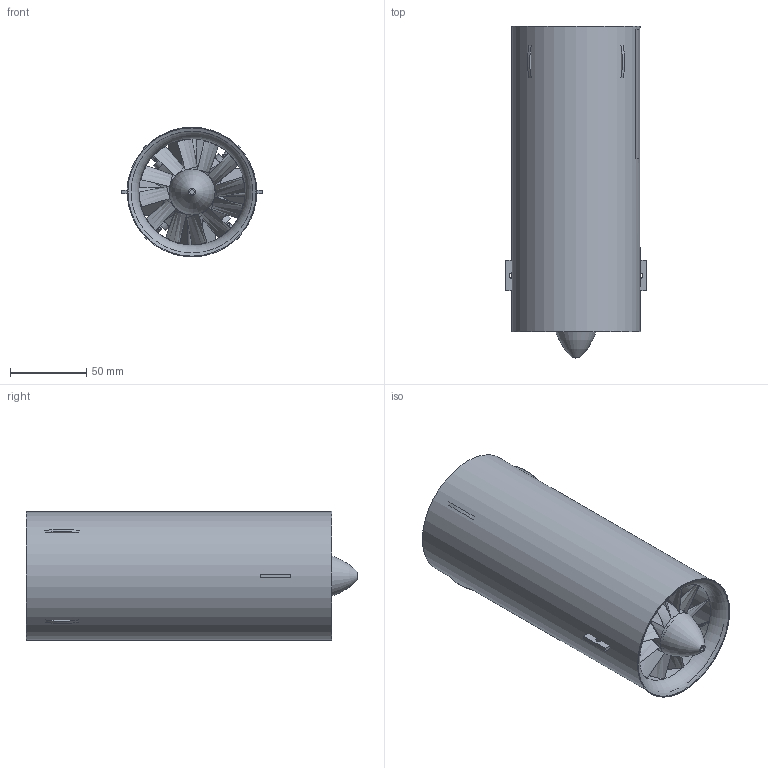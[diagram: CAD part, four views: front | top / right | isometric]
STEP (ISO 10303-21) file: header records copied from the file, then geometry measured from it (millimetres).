
FILE_DESCRIPTION(('STEP AP214'), '1');
FILE_NAME('栖闉罻 黽櫡譇蠉', '', ('UNSPECIFIED'), ('UNSPECIFIED'), 'ASCON STEP Converter 1.6', 'ASCON Math Kernel', '');
FILE_SCHEMA(('AUTOMOTIVE_DESIGN { 1 0 10303 214 3 1 1}'));
Length unit declared in the file: millimetre
Products named in the file (19): 栖闉罻 黽櫡譇蠉; 挓蠈罻蠈錪; Êîðïóñ âíåøíèé; Ñáîðêà èìïåëëåðà; 扻豵鵨; 署囹赅; Äâèãàòåëü; Íîñîâîé îáòåêàòåëü; Ëèíåéíàÿ ÷àñòü ïðèáîðíîãî îòñåêà; Êðåïëåíèå ðóëÿ; Ïåðî ðóëÿ
Assembly tree (29 placements, depth 3):
  栖闉罻 黽櫡譇蠉
    挓蠈罻蠈錪
    Êîðïóñ âíåøíèé
    Ñáîðêà èìïåëëåðà
      扻豵鵨
      署囹赅
      Äâèãàòåëü
      Íîñîâîé îáòåêàòåëü
    Ëèíåéíàÿ ÷àñòü ïðèáîðíîãî îòñåêà
    (unnamed)  x4
    (unnamed)
    (unnamed)
    (unnamed)
    (unnamed)
    (unnamed)
      (unnamed)  x3
    (unnamed)
    Êðåïëåíèå ðóëÿ  x4
    Ïåðî ðóëÿ  x4
Bounding box: 92 x 217.5 x 84.97 mm (x, y, z)
Volume: 389312.4 mm3; surface area: 293716.2 mm2
Topology: 25 solids, 26 shells, 815 faces, 2068 edges, 1324 vertices
Faces by surface type: plane 581, cylinder 158, bspline 70, torus 6
Full cylindrical faces by diameter (mm): 0.8 x1, 1.6 x16, 2 x4, 2.3 x1, 3 x1, 3.75 x2, 4 x9, 5.1 x1, 8 x2, 12 x1, 15 x1, 16 x1, 24 x1, 28 x2, 30 x4, 70 x2, 74 x1, 77 x1, 80 x1, 84 x1, 85 x1
Entity records: 30589 total; most frequent: CARTESIAN_POINT 10880, ORIENTED_EDGE 2952, DIRECTION 2556, EDGE_CURVE 1478, LINE 1036, VECTOR 1036, VERTEX_POINT 980, AXIS2_PLACEMENT_3D 760
